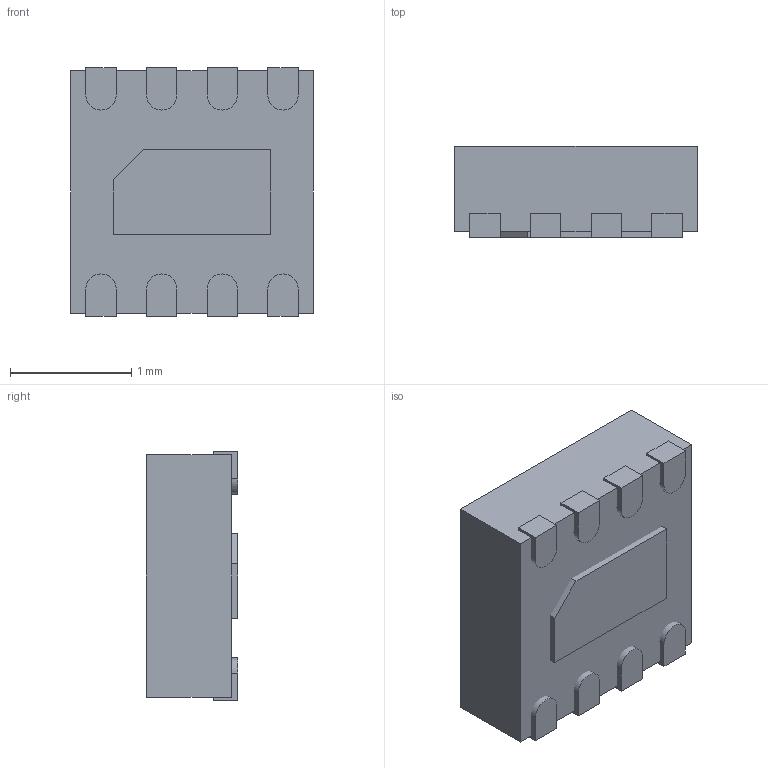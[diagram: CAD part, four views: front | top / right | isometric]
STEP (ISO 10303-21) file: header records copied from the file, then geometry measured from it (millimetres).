
FILE_DESCRIPTION (( 'STEP AP214' ), '1' );
FILE_NAME ('User Library-TDFN-EP.STEP', '2019-12-02T11:07:48', ( '' ), ( '' ), 'SwSTEP 2.0', 'SolidWorks 2019', '' );
FILE_SCHEMA (( 'AUTOMOTIVE_DESIGN' ));
Length unit declared in the file: millimetre
Products named in the file (1): User Library-TDFN-EP
Bounding box: 2 x 0.75 x 2.05 mm (x, y, z)
Volume: 3.1 mm3; surface area: 19.3 mm2
Topology: 11 solids, 11 shells, 72 faces, 147 edges, 98 vertices
Faces by surface type: plane 56, cylinder 16
Entity records: 2799 total; most frequent: DIRECTION 325, CARTESIAN_POINT 318, ORIENTED_EDGE 294, EDGE_CURVE 147, LINE 115, VECTOR 115, AXIS2_PLACEMENT_3D 105, VERTEX_POINT 98
